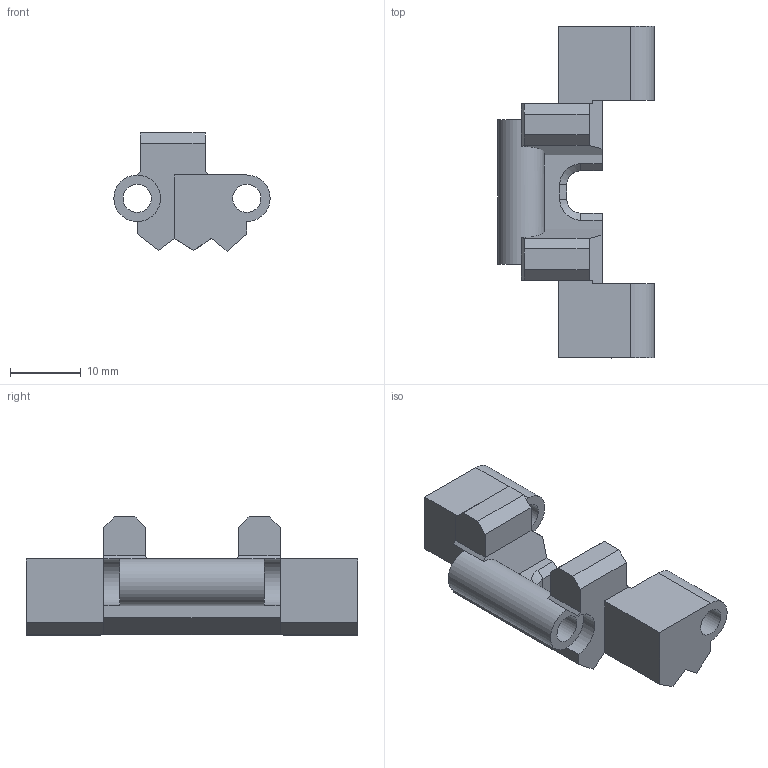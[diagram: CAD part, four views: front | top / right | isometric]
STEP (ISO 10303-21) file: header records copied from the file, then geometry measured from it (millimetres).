
FILE_DESCRIPTION(/* description */ (''),/* implementation_level */ '2;1');
FILE_NAME(/* name */ 'Трак.stp',/* time_stamp */ '2023-03-03T14:40:53+03:00',/* author */ ('Виктор'),/* organization */ (''),/* preprocessor_version */ 'ST-DEVELOPER v18.1',/* originating_system */ 'Autodesk Inventor 2021',/* authorisation */ '');
FILE_SCHEMA (('AUTOMOTIVE_DESIGN { 1 0 10303 214 3 1 1 }'));
Length unit declared in the file: millimetre
Products named in the file (1): Трак2
Bounding box: 22.13 x 47 x 16.74 mm (x, y, z)
Volume: 5019.2 mm3; surface area: 3367.1 mm2
Topology: 1 solids, 1 shells, 63 faces, 169 edges, 108 vertices
Faces by surface type: plane 51, cylinder 10, cone 2
Full cylindrical faces by diameter (mm): 4 x3
Entity records: 1990 total; most frequent: CARTESIAN_POINT 341, ORIENTED_EDGE 338, DIRECTION 323, EDGE_CURVE 169, LINE 143, VECTOR 143, VERTEX_POINT 108, AXIS2_PLACEMENT_3D 90
